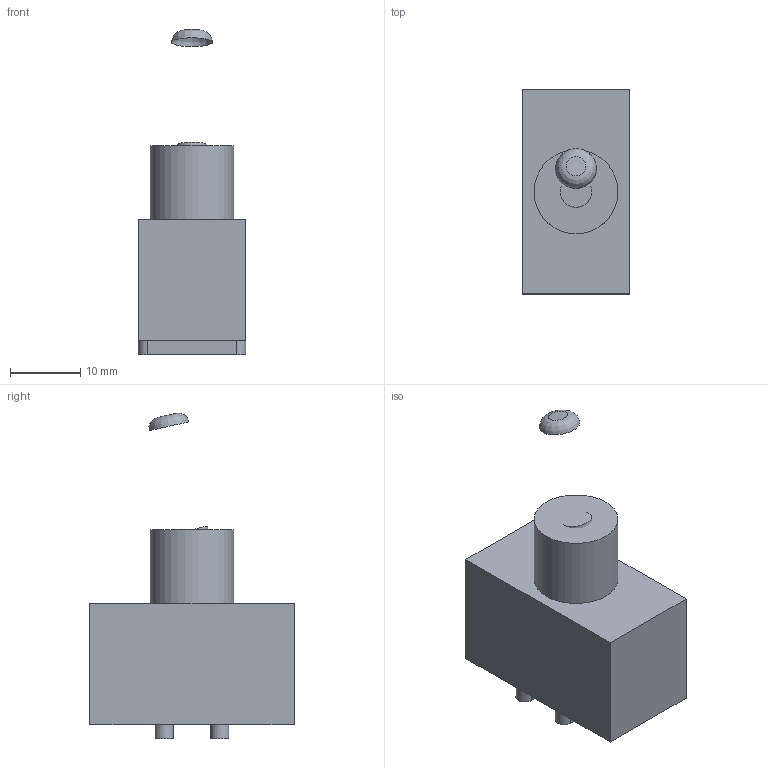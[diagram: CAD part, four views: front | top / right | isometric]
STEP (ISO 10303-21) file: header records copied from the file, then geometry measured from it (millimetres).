
FILE_DESCRIPTION(/* description */ (''),/* implementation_level */ '2;1');
FILE_NAME(/* name */ 'Toggle Switch - eBay_v1.step',/* time_stamp */ '2021-12-11T14:12:44-07:00',/* author */ (''),/* organization */ (''),/* preprocessor_version */ 'ST-DEVELOPER v18.1',/* originating_system */ 'Autodesk Translation Framework v10.10.0.1391',/* authorisation */ '');
FILE_SCHEMA (('AUTOMOTIVE_DESIGN { 1 0 10303 214 3 1 1 }'));
Length unit declared in the file: millimetre
Products named in the file (1): Toggle Switch - eBay
Bounding box: 15.25 x 29 x 46.22 mm (x, y, z)
Volume: 9335.2 mm3; surface area: 3272.9 mm2
Topology: 2 solids, 2 shells, 25 faces, 56 edges, 36 vertices
Faces by surface type: plane 17, cylinder 6, bspline 1, cone 1
Full cylindrical faces by diameter (mm): 4.5 x1, 11.927 x1
Entity records: 787 total; most frequent: CARTESIAN_POINT 162, DIRECTION 127, ORIENTED_EDGE 112, EDGE_CURVE 56, AXIS2_PLACEMENT_3D 46, VERTEX_POINT 36, LINE 35, VECTOR 35
